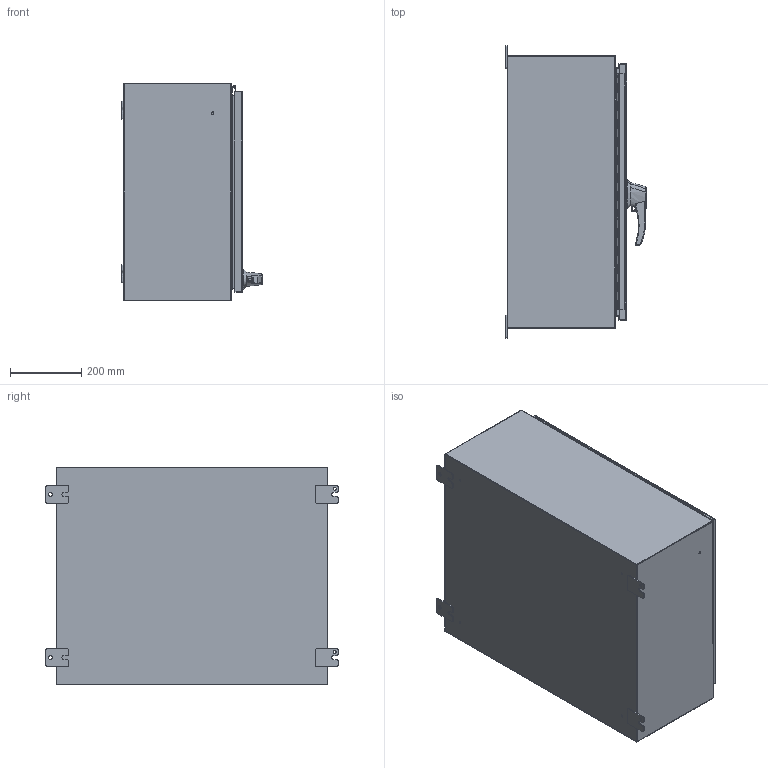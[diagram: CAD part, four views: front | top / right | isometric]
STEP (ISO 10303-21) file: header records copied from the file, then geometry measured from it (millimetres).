
FILE_DESCRIPTION (( 'STEP AP214' ), '1' );
FILE_NAME ('HW302412SSHK.STEP', '2019-08-12T21:13:00', ( '' ), ( '' ), 'SwSTEP 2.0', 'SolidWorks 2018', '' );
FILE_SCHEMA (( 'AUTOMOTIVE_DESIGN' ));
Length unit declared in the file: inch
Products named in the file (1): HW302412SSHK
Bounding box: 392.43 x 819.15 x 609.6 mm (x, y, z)
Volume: 4111449.1 mm3; surface area: 4233480.2 mm2
Topology: 44 solids, 45 shells, 1422 faces, 3603 edges, 2305 vertices
Faces by surface type: plane 689, cylinder 587, bspline 103, cone 43
Entity records: 100436 total; most frequent: CARTESIAN_POINT 47790, ORIENTED_EDGE 7190, DIRECTION 6762, EDGE_CURVE 3595, AXIS2_PLACEMENT_3D 2334, VERTEX_POINT 2305, VECTOR 2094, LINE 2094
